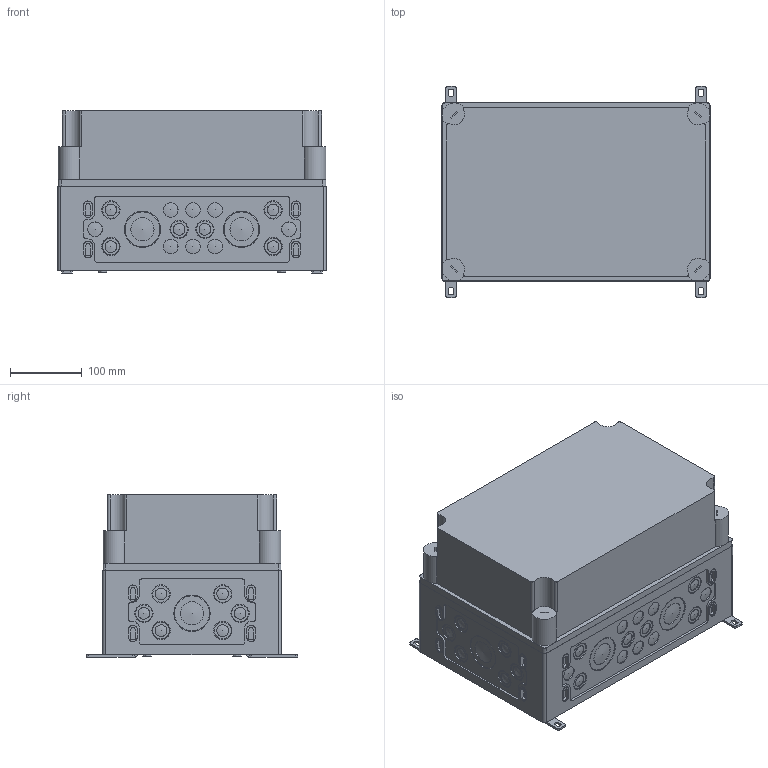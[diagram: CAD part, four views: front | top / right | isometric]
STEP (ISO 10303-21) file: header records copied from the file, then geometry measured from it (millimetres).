
FILE_DESCRIPTION( ( 'STEP AP214' ), '1' );
FILE_NAME( 'ci43e_200.stp', '2021-04-16T05:22:35', ( 'License CC BY-ND 4.0' ), ( 'CADENAS' ), ' ', 'PARTsolutions', ' ' );
FILE_SCHEMA( ( 'AUTOMOTIVE_DESIGN { 1 0 10303 214 1 1 1 1 }' ) );
Length unit declared in the file: millimetre
Products named in the file (4): 097879; _0064896_P; _036168_P1; _074155_P
Assembly tree (6 placements, depth 2):
  097879
    _0064896_P
    _036168_P1  x4
    _074155_P
Bounding box: 375 x 294.51 x 226 mm (x, y, z)
Volume: 7904931.7 mm3; surface area: 921481.5 mm2
Topology: 6 solids, 6 shells, 2042 faces, 5298 edges, 3508 vertices
Faces by surface type: plane 1196, cylinder 672, cone 86, sphere 34, torus 34, bspline 20
Full cylindrical faces by diameter (mm): 3.85 x42, 6 x16, 6.8 x4, 8 x4, 9 x4, 9.5 x4, 11.2 x4, 12 x8, 32.3 x6
Entity records: 73746 total; most frequent: CARTESIAN_POINT 10697, DIRECTION 10110, ORIENTED_EDGE 9408, EDGE_CURVE 4704, AXIS2_PLACEMENT_3D 3541, VERTEX_POINT 3296, LINE 3028, VECTOR 3028
